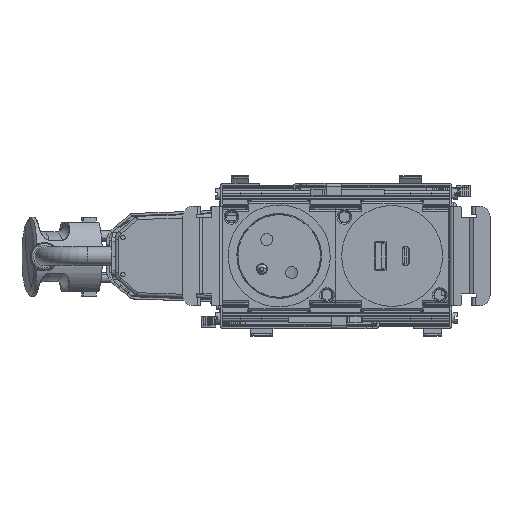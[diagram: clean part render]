
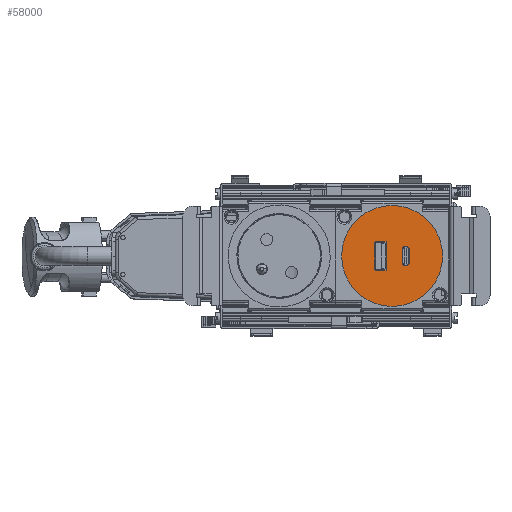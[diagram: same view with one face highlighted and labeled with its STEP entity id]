
A CAD part, top view. The second image highlights one B-rep face of the part: STEP entity #58000.
In plain terms, the highlighted planar face has unit normal (0, 0, 1).
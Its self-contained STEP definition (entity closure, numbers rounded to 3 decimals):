
#57419=AXIS2_PLACEMENT_3D('Circle Axis2P3D',#57417,#57418,$) ;
#57529=AXIS2_PLACEMENT_3D('Circle Axis2P3D',#57527,#57528,$) ;
#57639=AXIS2_PLACEMENT_3D('Circle Axis2P3D',#57637,#57638,$) ;
#57733=AXIS2_PLACEMENT_3D('Circle Axis2P3D',#57731,#57732,$) ;
#57759=AXIS2_PLACEMENT_3D('Circle Axis2P3D',#57757,#57758,$) ;
#57785=AXIS2_PLACEMENT_3D('Circle Axis2P3D',#57783,#57784,$) ;
#57918=AXIS2_PLACEMENT_3D('Plane Axis2P3D',#57915,#57916,#57917) ;
#57926=AXIS2_PLACEMENT_3D('Circle Axis2P3D',#57924,#57925,$) ;
#57942=AXIS2_PLACEMENT_3D('Circle Axis2P3D',#57940,#57941,$) ;
#57956=AXIS2_PLACEMENT_3D('Circle Axis2P3D',#57954,#57955,$) ;
#57970=AXIS2_PLACEMENT_3D('Circle Axis2P3D',#57968,#57969,$) ;
#57352=CARTESIAN_POINT('Vertex',(56.122,6.1,86.956)) ;
#57355=CARTESIAN_POINT('Line Origine',(56.122,0.,86.956)) ;
#57359=CARTESIAN_POINT('Vertex',(56.122,-6.1,86.956)) ;
#57414=CARTESIAN_POINT('Vertex',(56.522,6.5,86.956)) ;
#57417=CARTESIAN_POINT('Axis2P3D Location',(56.522,6.1,86.956)) ;
#57469=CARTESIAN_POINT('Vertex',(61.322,6.5,86.956)) ;
#57472=CARTESIAN_POINT('Line Origine',(64.122,6.5,86.956)) ;
#57524=CARTESIAN_POINT('Vertex',(61.722,6.1,86.956)) ;
#57527=CARTESIAN_POINT('Axis2P3D Location',(61.322,6.1,86.956)) ;
#57579=CARTESIAN_POINT('Vertex',(61.722,-6.1,86.956)) ;
#57582=CARTESIAN_POINT('Line Origine',(61.722,0.,86.956)) ;
#57634=CARTESIAN_POINT('Vertex',(61.322,-6.5,86.956)) ;
#57637=CARTESIAN_POINT('Axis2P3D Location',(61.322,-6.1,86.956)) ;
#57689=CARTESIAN_POINT('Vertex',(56.522,-6.5,86.956)) ;
#57692=CARTESIAN_POINT('Line Origine',(64.122,-6.5,86.956)) ;
#57731=CARTESIAN_POINT('Axis2P3D Location',(56.522,-6.1,86.956)) ;
#57752=CARTESIAN_POINT('Vertex',(40.872,0.,86.956)) ;
#57757=CARTESIAN_POINT('Axis2P3D Location',(64.122,0.,86.956)) ;
#57761=CARTESIAN_POINT('Vertex',(87.372,0.,86.956)) ;
#57783=CARTESIAN_POINT('Axis2P3D Location',(64.122,0.,86.956)) ;
#57915=CARTESIAN_POINT('Axis2P3D Location',(64.122,0.,86.956)) ;
#57924=CARTESIAN_POINT('Axis2P3D Location',(70.122,3.2,86.956)) ;
#57928=CARTESIAN_POINT('Vertex',(70.122,4.4,86.956)) ;
#57930=CARTESIAN_POINT('Vertex',(68.922,3.2,86.956)) ;
#57933=CARTESIAN_POINT('Line Origine',(70.422,4.4,86.956)) ;
#57937=CARTESIAN_POINT('Vertex',(70.722,4.4,86.956)) ;
#57940=CARTESIAN_POINT('Axis2P3D Location',(70.722,3.2,86.956)) ;
#57944=CARTESIAN_POINT('Vertex',(71.922,3.2,86.956)) ;
#57947=CARTESIAN_POINT('Line Origine',(71.922,0.,86.956)) ;
#57951=CARTESIAN_POINT('Vertex',(71.922,-3.2,86.956)) ;
#57954=CARTESIAN_POINT('Axis2P3D Location',(70.722,-3.2,86.956)) ;
#57958=CARTESIAN_POINT('Vertex',(70.722,-4.4,86.956)) ;
#57961=CARTESIAN_POINT('Line Origine',(70.422,-4.4,86.956)) ;
#57965=CARTESIAN_POINT('Vertex',(70.122,-4.4,86.956)) ;
#57968=CARTESIAN_POINT('Axis2P3D Location',(70.122,-3.2,86.956)) ;
#57972=CARTESIAN_POINT('Vertex',(68.922,-3.2,86.956)) ;
#57975=CARTESIAN_POINT('Line Origine',(68.922,0.,86.956)) ;
#57356=DIRECTION('Vector Direction',(0.,-1.,0.)) ;
#57418=DIRECTION('Axis2P3D Direction',(0.,0.,-1.)) ;
#57473=DIRECTION('Vector Direction',(-1.,0.,0.)) ;
#57528=DIRECTION('Axis2P3D Direction',(0.,0.,-1.)) ;
#57583=DIRECTION('Vector Direction',(0.,1.,0.)) ;
#57638=DIRECTION('Axis2P3D Direction',(0.,0.,-1.)) ;
#57693=DIRECTION('Vector Direction',(1.,0.,0.)) ;
#57732=DIRECTION('Axis2P3D Direction',(-0.,0.,-1.)) ;
#57758=DIRECTION('Axis2P3D Direction',(-0.,0.,-1.)) ;
#57784=DIRECTION('Axis2P3D Direction',(-0.,0.,-1.)) ;
#57916=DIRECTION('Axis2P3D Direction',(-0.,0.,-1.)) ;
#57917=DIRECTION('Axis2P3D XDirection',(-1.,0.,0.)) ;
#57925=DIRECTION('Axis2P3D Direction',(-0.,0.,-1.)) ;
#57934=DIRECTION('Vector Direction',(-1.,0.,0.)) ;
#57941=DIRECTION('Axis2P3D Direction',(-0.,0.,-1.)) ;
#57948=DIRECTION('Vector Direction',(0.,1.,0.)) ;
#57955=DIRECTION('Axis2P3D Direction',(-0.,0.,-1.)) ;
#57962=DIRECTION('Vector Direction',(1.,0.,0.)) ;
#57969=DIRECTION('Axis2P3D Direction',(-0.,0.,-1.)) ;
#57976=DIRECTION('Vector Direction',(0.,-1.,0.)) ;
#57357=VECTOR('Line Direction',#57356,1.) ;
#57474=VECTOR('Line Direction',#57473,1.) ;
#57584=VECTOR('Line Direction',#57583,1.) ;
#57694=VECTOR('Line Direction',#57693,1.) ;
#57935=VECTOR('Line Direction',#57934,1.) ;
#57949=VECTOR('Line Direction',#57948,1.) ;
#57963=VECTOR('Line Direction',#57962,1.) ;
#57977=VECTOR('Line Direction',#57976,1.) ;
#57921=ORIENTED_EDGE('',*,*,#57763,.F.) ;
#57922=ORIENTED_EDGE('',*,*,#57787,.F.) ;
#57981=ORIENTED_EDGE('',*,*,#57932,.F.) ;
#57982=ORIENTED_EDGE('',*,*,#57939,.F.) ;
#57983=ORIENTED_EDGE('',*,*,#57946,.F.) ;
#57984=ORIENTED_EDGE('',*,*,#57953,.F.) ;
#57985=ORIENTED_EDGE('',*,*,#57960,.F.) ;
#57986=ORIENTED_EDGE('',*,*,#57967,.F.) ;
#57987=ORIENTED_EDGE('',*,*,#57974,.F.) ;
#57988=ORIENTED_EDGE('',*,*,#57979,.F.) ;
#57991=ORIENTED_EDGE('',*,*,#57421,.F.) ;
#57992=ORIENTED_EDGE('',*,*,#57476,.F.) ;
#57993=ORIENTED_EDGE('',*,*,#57531,.F.) ;
#57994=ORIENTED_EDGE('',*,*,#57586,.F.) ;
#57995=ORIENTED_EDGE('',*,*,#57641,.F.) ;
#57996=ORIENTED_EDGE('',*,*,#57696,.F.) ;
#57997=ORIENTED_EDGE('',*,*,#57735,.F.) ;
#57998=ORIENTED_EDGE('',*,*,#57361,.F.) ;
#57989=FACE_BOUND('',#57980,.T.) ;
#57999=FACE_BOUND('',#57990,.T.) ;
#58000=ADVANCED_FACE('Prise DISCEO RJ45.1\\USB_upper_housing-FR-20190629.1\\Corps principal',(#57923,#57989,#57999),#57919,.F.) ;
#57420=CIRCLE('generated circle',#57419,0.4) ;
#57530=CIRCLE('generated circle',#57529,0.4) ;
#57640=CIRCLE('generated circle',#57639,0.4) ;
#57734=CIRCLE('generated circle',#57733,0.4) ;
#57760=CIRCLE('generated circle',#57759,23.25) ;
#57786=CIRCLE('generated circle',#57785,23.25) ;
#57927=CIRCLE('generated circle',#57926,1.2) ;
#57943=CIRCLE('generated circle',#57942,1.2) ;
#57957=CIRCLE('generated circle',#57956,1.2) ;
#57971=CIRCLE('generated circle',#57970,1.2) ;
#57361=EDGE_CURVE('',#57353,#57360,#57358,.T.) ;
#57421=EDGE_CURVE('',#57415,#57353,#57420,.F.) ;
#57476=EDGE_CURVE('',#57470,#57415,#57475,.T.) ;
#57531=EDGE_CURVE('',#57525,#57470,#57530,.F.) ;
#57586=EDGE_CURVE('',#57580,#57525,#57585,.T.) ;
#57641=EDGE_CURVE('',#57635,#57580,#57640,.F.) ;
#57696=EDGE_CURVE('',#57690,#57635,#57695,.T.) ;
#57735=EDGE_CURVE('',#57360,#57690,#57734,.F.) ;
#57763=EDGE_CURVE('',#57753,#57762,#57760,.T.) ;
#57787=EDGE_CURVE('',#57762,#57753,#57786,.T.) ;
#57932=EDGE_CURVE('',#57929,#57931,#57927,.F.) ;
#57939=EDGE_CURVE('',#57938,#57929,#57936,.T.) ;
#57946=EDGE_CURVE('',#57945,#57938,#57943,.F.) ;
#57953=EDGE_CURVE('',#57952,#57945,#57950,.T.) ;
#57960=EDGE_CURVE('',#57959,#57952,#57957,.F.) ;
#57967=EDGE_CURVE('',#57966,#57959,#57964,.T.) ;
#57974=EDGE_CURVE('',#57973,#57966,#57971,.F.) ;
#57979=EDGE_CURVE('',#57931,#57973,#57978,.T.) ;
#57920=EDGE_LOOP('',(#57921,#57922)) ;
#57980=EDGE_LOOP('',(#57981,#57982,#57983,#57984,#57985,#57986,#57987,#57988)) ;
#57990=EDGE_LOOP('',(#57991,#57992,#57993,#57994,#57995,#57996,#57997,#57998)) ;
#57923=FACE_OUTER_BOUND('',#57920,.T.) ;
#57358=LINE('Line',#57355,#57357) ;
#57475=LINE('Line',#57472,#57474) ;
#57585=LINE('Line',#57582,#57584) ;
#57695=LINE('Line',#57692,#57694) ;
#57936=LINE('Line',#57933,#57935) ;
#57950=LINE('Line',#57947,#57949) ;
#57964=LINE('Line',#57961,#57963) ;
#57978=LINE('Line',#57975,#57977) ;
#57919=PLANE('',#57918) ;
#57353=VERTEX_POINT('',#57352) ;
#57360=VERTEX_POINT('',#57359) ;
#57415=VERTEX_POINT('',#57414) ;
#57470=VERTEX_POINT('',#57469) ;
#57525=VERTEX_POINT('',#57524) ;
#57580=VERTEX_POINT('',#57579) ;
#57635=VERTEX_POINT('',#57634) ;
#57690=VERTEX_POINT('',#57689) ;
#57753=VERTEX_POINT('',#57752) ;
#57762=VERTEX_POINT('',#57761) ;
#57929=VERTEX_POINT('',#57928) ;
#57931=VERTEX_POINT('',#57930) ;
#57938=VERTEX_POINT('',#57937) ;
#57945=VERTEX_POINT('',#57944) ;
#57952=VERTEX_POINT('',#57951) ;
#57959=VERTEX_POINT('',#57958) ;
#57966=VERTEX_POINT('',#57965) ;
#57973=VERTEX_POINT('',#57972) ;
